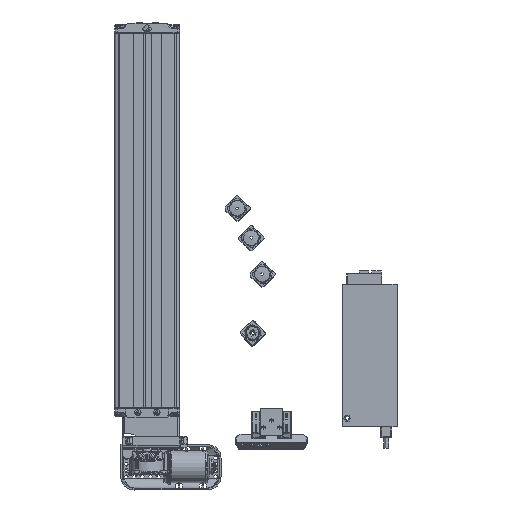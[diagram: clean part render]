
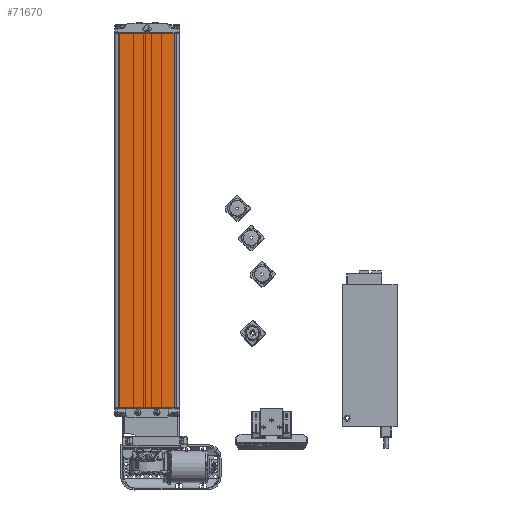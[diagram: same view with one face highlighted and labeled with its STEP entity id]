
A CAD part, top view. The second image highlights one B-rep face of the part: STEP entity #71670.
In plain terms, the highlighted face is planar.
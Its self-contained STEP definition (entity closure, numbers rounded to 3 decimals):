
#7801=PLANE('',#76773);
#8987=FACE_OUTER_BOUND('',#13220,.T.);
#13220=EDGE_LOOP('',(#48780,#48781,#48782,#48783));
#17882=LINE('',#105221,#22153);
#17886=LINE('',#105256,#22157);
#17889=LINE('',#105279,#22160);
#17892=LINE('',#105283,#22163);
#22153=VECTOR('',#84961,108.);
#22157=VECTOR('',#85011,108.);
#22160=VECTOR('',#85046,691.5);
#22163=VECTOR('',#85051,691.5);
#30498=VERTEX_POINT('',#105215);
#30499=VERTEX_POINT('',#105219);
#30506=VERTEX_POINT('',#105250);
#30507=VERTEX_POINT('',#105254);
#37519=EDGE_CURVE('',#30498,#30499,#17882,.T.);
#37537=EDGE_CURVE('',#30507,#30506,#17886,.F.);
#37549=EDGE_CURVE('',#30499,#30507,#17889,.T.);
#37552=EDGE_CURVE('',#30506,#30498,#17892,.F.);
#48780=ORIENTED_EDGE('',*,*,#37552,.T.);
#48781=ORIENTED_EDGE('',*,*,#37519,.T.);
#48782=ORIENTED_EDGE('',*,*,#37549,.T.);
#48783=ORIENTED_EDGE('',*,*,#37537,.T.);
#71670=ADVANCED_FACE('',(#8987),#7801,.T.);
#76773=AXIS2_PLACEMENT_3D('',#105306,#85086,#85087);
#84961=DIRECTION('',(1.,0.,0.));
#85011=DIRECTION('',(1.,0.,0.));
#85046=DIRECTION('',(0.,-1.,0.));
#85051=DIRECTION('',(0.,-1.,0.));
#85086=DIRECTION('center_axis',(0.,0.,-1.));
#85087=DIRECTION('ref_axis',(-1.,0.,0.));
#105215=CARTESIAN_POINT('',(-54.,692.,-30.));
#105219=CARTESIAN_POINT('',(54.,692.,-30.));
#105221=CARTESIAN_POINT('',(-54.,692.,-30.));
#105250=CARTESIAN_POINT('',(-54.,0.5,-30.));
#105254=CARTESIAN_POINT('',(54.,0.5,-30.));
#105256=CARTESIAN_POINT('',(-54.,0.5,-30.));
#105279=CARTESIAN_POINT('',(54.,692.,-30.));
#105283=CARTESIAN_POINT('',(-54.,692.,-30.));
#105306=CARTESIAN_POINT('Origin',(-60.,692.5,-30.));
